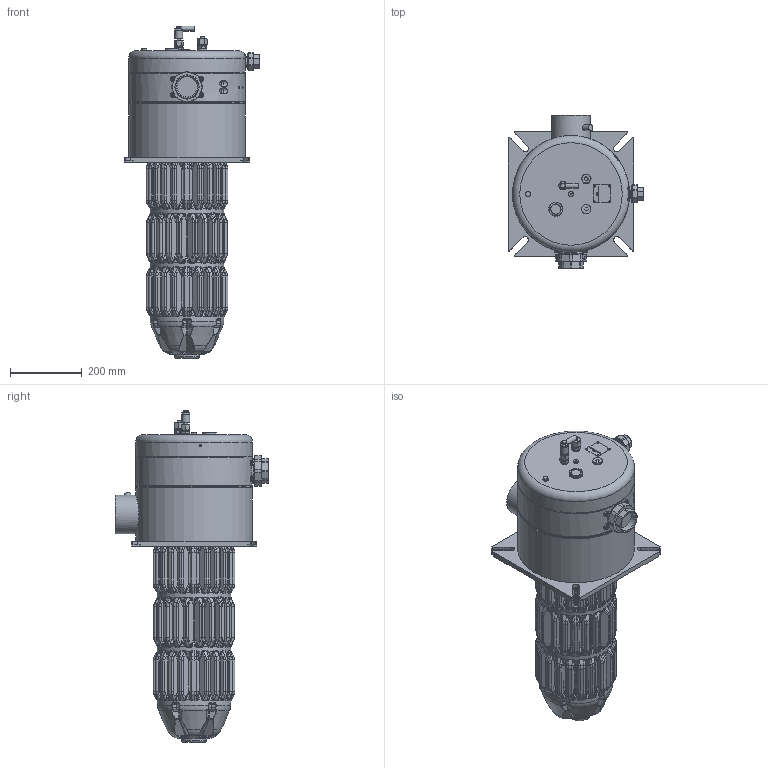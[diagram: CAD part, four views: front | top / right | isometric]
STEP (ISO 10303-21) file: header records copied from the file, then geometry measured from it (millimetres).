
FILE_DESCRIPTION(/* description */ (''),/* implementation_level */ '2;1');
FILE_NAME(/* name */ 'CAD00016914_Shrinkwrap_1.stp',/* time_stamp */ '2021-08-23T10:03:50+02:00',/* author */ ('s.wolff'),/* organization */ (''),/* preprocessor_version */ 'ST-DEVELOPER v18.1',/* originating_system */ 'Autodesk Inventor 2021',/* authorisation */ '');
FILE_SCHEMA (('AUTOMOTIVE_DESIGN { 1 0 10303 214 3 1 1 }'));
Products named in the file (1): CAD00016914_Shrinkwrap_1
Bounding box: 376.7 x 428.6 x 926.4 mm (x, y, z)
Volume: 44675801.5 mm3; surface area: 1184356.2 mm2
Topology: 2 solids, 2 shells, 4846 faces, 11948 edges, 7196 vertices
Faces by surface type: bspline 3057, plane 881, cylinder 636, cone 191, torus 49, sphere 32
Full cylindrical faces by diameter (mm): 0.5 x1, 4.5 x1, 4.918 x2, 5 x4, 9 x5, 10 x6, 11.4 x1, 13 x4, 13.4 x1, 14 x2, 15 x1, 15.6 x1, 16.6 x1, 17.5 x4, 17.6 x1, 21.5 x1, 21.8 x1, 22 x1, 25.9 x1, 26 x1, 30.5 x2, 38 x1, 38.9 x1, 56.656 x1, 60 x1, 70 x2, 85 x1, 108 x1, 205.5 x3, 325 x1
Entity records: 198758 total; most frequent: CARTESIAN_POINT 99601, ORIENTED_EDGE 23822, DIRECTION 12483, EDGE_CURVE 11911, VERTEX_POINT 7197, B_SPLINE_CURVE_WITH_KNOTS 5782, EDGE_LOOP 4984, AXIS2_PLACEMENT_3D 4912
